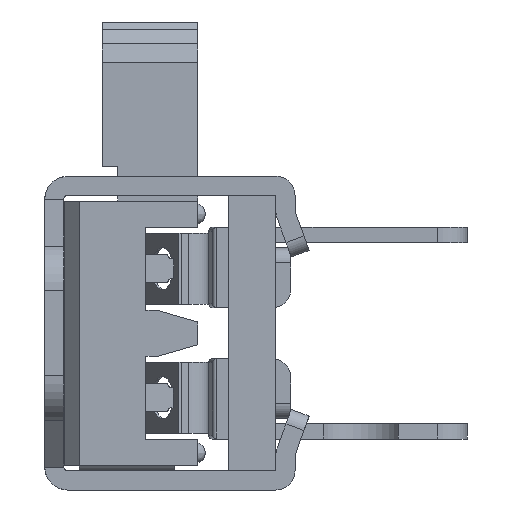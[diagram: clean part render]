
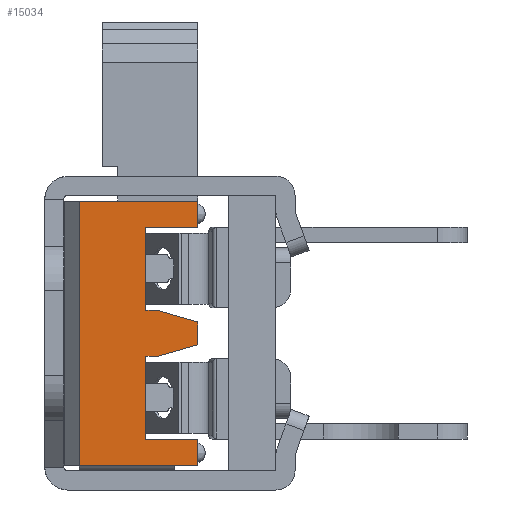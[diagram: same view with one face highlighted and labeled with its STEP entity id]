
A CAD part, left-side view. The second image highlights one B-rep face of the part: STEP entity #15034.
In plain terms, the highlighted planar face has unit normal (-1, 0, 0).
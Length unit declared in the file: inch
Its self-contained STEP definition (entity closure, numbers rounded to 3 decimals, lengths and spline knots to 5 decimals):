
#830=FACE_OUTER_BOUND('',#1623,.T.);
#1623=EDGE_LOOP('',(#11985,#11986,#11987,#11988,#11989,#11990,#11991,#11992,
#11993,#11994,#11995,#11996,#11997,#11998));
#3416=LINE('',#23226,#5053);
#3419=LINE('',#23234,#5056);
#3438=LINE('',#23418,#5075);
#3439=LINE('',#23421,#5076);
#3450=LINE('',#23443,#5087);
#3453=LINE('',#23449,#5090);
#3457=LINE('',#23456,#5094);
#3459=LINE('',#23461,#5096);
#3463=LINE('',#23468,#5100);
#3466=LINE('',#23474,#5103);
#3471=LINE('',#23482,#5108);
#3472=LINE('',#23485,#5109);
#3526=LINE('',#23591,#5163);
#3530=LINE('',#23597,#5167);
#5053=VECTOR('',#18997,0.3937);
#5056=VECTOR('',#19004,0.3937);
#5075=VECTOR('',#19093,0.3937);
#5076=VECTOR('',#19096,0.3937);
#5087=VECTOR('',#19111,0.3937);
#5090=VECTOR('',#19116,0.3937);
#5094=VECTOR('',#19122,0.3937);
#5096=VECTOR('',#19126,0.3937);
#5100=VECTOR('',#19132,0.3937);
#5103=VECTOR('',#19137,0.3937);
#5108=VECTOR('',#19146,0.3937);
#5109=VECTOR('',#19149,0.3937);
#5163=VECTOR('',#19241,0.3937);
#5167=VECTOR('',#19247,0.3937);
#6552=VERTEX_POINT('',#23223);
#6553=VERTEX_POINT('',#23225);
#6555=VERTEX_POINT('',#23231);
#6556=VERTEX_POINT('',#23233);
#6577=VERTEX_POINT('',#23414);
#6578=VERTEX_POINT('',#23416);
#6579=VERTEX_POINT('',#23420);
#6588=VERTEX_POINT('',#23442);
#6590=VERTEX_POINT('',#23448);
#6592=VERTEX_POINT('',#23454);
#6594=VERTEX_POINT('',#23460);
#6596=VERTEX_POINT('',#23466);
#6598=VERTEX_POINT('',#23472);
#6600=VERTEX_POINT('',#23484);
#8379=EDGE_CURVE('',#6553,#6552,#3416,.T.);
#8383=EDGE_CURVE('',#6556,#6555,#3419,.T.);
#8420=EDGE_CURVE('',#6578,#6577,#3438,.T.);
#8421=EDGE_CURVE('',#6579,#6577,#3439,.T.);
#8432=EDGE_CURVE('',#6588,#6556,#3450,.T.);
#8435=EDGE_CURVE('',#6590,#6588,#3453,.T.);
#8439=EDGE_CURVE('',#6555,#6592,#3457,.T.);
#8441=EDGE_CURVE('',#6594,#6553,#3459,.T.);
#8445=EDGE_CURVE('',#6552,#6596,#3463,.T.);
#8448=EDGE_CURVE('',#6596,#6598,#3466,.T.);
#8453=EDGE_CURVE('',#6590,#6598,#3471,.T.);
#8454=EDGE_CURVE('',#6594,#6600,#3472,.T.);
#8508=EDGE_CURVE('',#6578,#6600,#3526,.T.);
#8512=EDGE_CURVE('',#6579,#6592,#3530,.T.);
#11985=ORIENTED_EDGE('',*,*,#8420,.F.);
#11986=ORIENTED_EDGE('',*,*,#8508,.T.);
#11987=ORIENTED_EDGE('',*,*,#8454,.F.);
#11988=ORIENTED_EDGE('',*,*,#8441,.T.);
#11989=ORIENTED_EDGE('',*,*,#8379,.T.);
#11990=ORIENTED_EDGE('',*,*,#8445,.T.);
#11991=ORIENTED_EDGE('',*,*,#8448,.T.);
#11992=ORIENTED_EDGE('',*,*,#8453,.F.);
#11993=ORIENTED_EDGE('',*,*,#8435,.T.);
#11994=ORIENTED_EDGE('',*,*,#8432,.T.);
#11995=ORIENTED_EDGE('',*,*,#8383,.T.);
#11996=ORIENTED_EDGE('',*,*,#8439,.T.);
#11997=ORIENTED_EDGE('',*,*,#8512,.F.);
#11998=ORIENTED_EDGE('',*,*,#8421,.T.);
#13704=PLANE('',#16072);
#15034=ADVANCED_FACE('',(#830),#13704,.T.);
#16072=AXIS2_PLACEMENT_3D('',#23598,#19248,#19249);
#18997=DIRECTION('',(0.,0.,1.));
#19004=DIRECTION('',(0.,0.,1.));
#19093=DIRECTION('',(0.,0.,1.));
#19096=DIRECTION('',(0.,1.,0.));
#19111=DIRECTION('',(0.,1.,0.));
#19116=DIRECTION('',(0.,0.962,0.272));
#19122=DIRECTION('',(0.,-1.,0.));
#19126=DIRECTION('',(0.,1.,0.));
#19132=DIRECTION('',(0.,-1.,0.));
#19137=DIRECTION('',(0.,-0.962,0.272));
#19146=DIRECTION('',(0.,0.,-1.));
#19149=DIRECTION('',(0.,0.,-1.));
#19241=DIRECTION('',(0.,-1.,0.));
#19247=DIRECTION('',(0.,0.,-1.));
#19248=DIRECTION('center_axis',(-1.,0.,0.));
#19249=DIRECTION('ref_axis',(0.,0.,
1.));
#23223=CARTESIAN_POINT('',(0.00252,0.06382,-0.03026));
#23225=CARTESIAN_POINT('',(0.00252,0.06382,-0.13926));
#23226=CARTESIAN_POINT('',(0.00252,0.06382,-0.01526));
#23231=CARTESIAN_POINT('',(0.00252,0.06382,0.13874));
#23233=CARTESIAN_POINT('',(0.00252,0.06382,0.02974));
#23234=CARTESIAN_POINT('',(0.00252,0.06382,0.06924));
#23414=CARTESIAN_POINT('',(0.00252,0.15082,0.17274));
#23416=CARTESIAN_POINT('',(0.00252,0.15082,-0.17326));
#23418=CARTESIAN_POINT('',(0.00252,0.15082,-0.00026));
#23420=CARTESIAN_POINT('',(0.00252,-0.00418,0.17274));
#23421=CARTESIAN_POINT('',(0.00252,-0.00418,0.17274));
#23442=CARTESIAN_POINT('',(0.00252,0.04882,0.02974));
#23443=CARTESIAN_POINT('',(0.00252,0.02982,0.02974));
#23448=CARTESIAN_POINT('',(0.00252,-0.00418,0.01474));
#23449=CARTESIAN_POINT('',(0.00252,0.02035,0.02168));
#23454=CARTESIAN_POINT('',(0.00252,-0.00418,0.13874));
#23456=CARTESIAN_POINT('',(0.00252,-0.00418,0.13874));
#23460=CARTESIAN_POINT('',(0.00252,-0.00418,-0.13926));
#23461=CARTESIAN_POINT('',(0.00252,0.02982,-0.13926));
#23466=CARTESIAN_POINT('',(0.00252,0.04882,-0.03026));
#23468=CARTESIAN_POINT('',(0.00252,0.02232,-0.03026));
#23472=CARTESIAN_POINT('',(0.00252,-0.00418,-0.01526));
#23474=CARTESIAN_POINT('',(0.00252,-0.00615,-0.01471));
#23482=CARTESIAN_POINT('',(0.00252,-0.00418,-0.00026));
#23484=CARTESIAN_POINT('',(0.00252,-0.00418,-0.17326));
#23485=CARTESIAN_POINT('',(0.00252,-0.00418,-0.00026));
#23591=CARTESIAN_POINT('',(0.00252,-0.00418,-0.17326));
#23597=CARTESIAN_POINT('',(0.00252,-0.00418,-0.00026));
#23598=CARTESIAN_POINT('Origin',(0.00252,-0.00418,
-0.00026));
